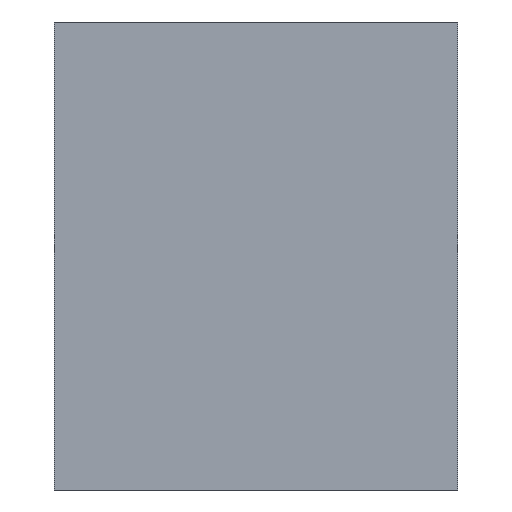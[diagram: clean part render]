
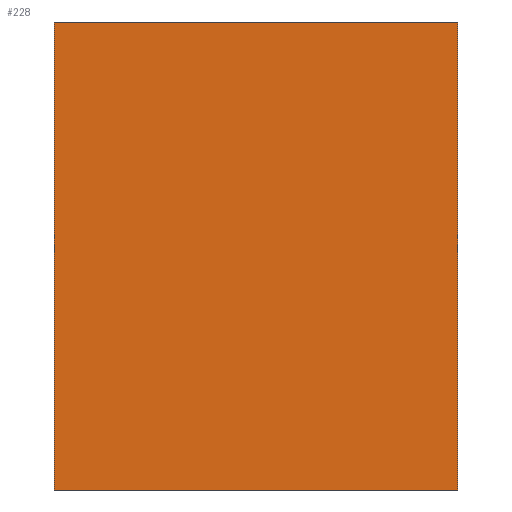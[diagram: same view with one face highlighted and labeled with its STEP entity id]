
A CAD part, left-side view. The second image highlights one B-rep face of the part: STEP entity #228.
In plain terms, the highlighted planar face has unit normal (-1, 0, 0).
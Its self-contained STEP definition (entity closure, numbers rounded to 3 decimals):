
#16=LINE('',#323,#40);
#36=LINE('',#362,#60);
#37=LINE('',#364,#61);
#38=LINE('',#365,#62);
#40=VECTOR('',#266,10.);
#60=VECTOR('',#298,10.);
#61=VECTOR('',#301,10.);
#62=VECTOR('',#302,10.);
#70=PLANE('',#246);
#88=FACE_OUTER_BOUND('',#102,.T.);
#102=EDGE_LOOP('',(#193,#194,#195,#196));
#117=VERTEX_POINT('',#319);
#119=VERTEX_POINT('',#322);
#131=VERTEX_POINT('',#358);
#132=VERTEX_POINT('',#360);
#138=EDGE_CURVE('',#117,#119,#16,.T.);
#158=EDGE_CURVE('',#131,#132,#36,.T.);
#159=EDGE_CURVE('',#117,#131,#37,.T.);
#160=EDGE_CURVE('',#119,#132,#38,.T.);
#193=ORIENTED_EDGE('',*,*,#159,.T.);
#194=ORIENTED_EDGE('',*,*,#158,.T.);
#195=ORIENTED_EDGE('',*,*,#160,.F.);
#196=ORIENTED_EDGE('',*,*,#138,.F.);
#228=ADVANCED_FACE('',(#88),#70,.T.);
#246=AXIS2_PLACEMENT_3D('',#363,#299,#300);
#266=DIRECTION('',(0.,0.,1.));
#298=DIRECTION('',(0.,0.,1.));
#299=DIRECTION('center_axis',(-1.,0.,0.));
#300=DIRECTION('ref_axis',(0.,-1.,0.));
#301=DIRECTION('',(0.,-1.,0.));
#302=DIRECTION('',(0.,-1.,0.));
#319=CARTESIAN_POINT('',(-9.94,0.,0.));
#322=CARTESIAN_POINT('',(-9.94,0.,6.));
#323=CARTESIAN_POINT('',(-9.94,0.,0.));
#358=CARTESIAN_POINT('',(-9.94,-5.17,0.));
#360=CARTESIAN_POINT('',(-9.94,-5.17,6.));
#362=CARTESIAN_POINT('',(-9.94,-5.17,0.));
#363=CARTESIAN_POINT('Origin',(-9.94,0.,0.));
#364=CARTESIAN_POINT('',(-9.94,0.,0.));
#365=CARTESIAN_POINT('',(-9.94,0.,6.));
